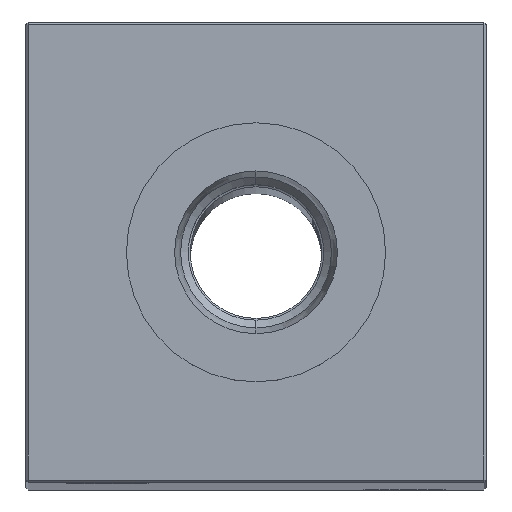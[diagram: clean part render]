
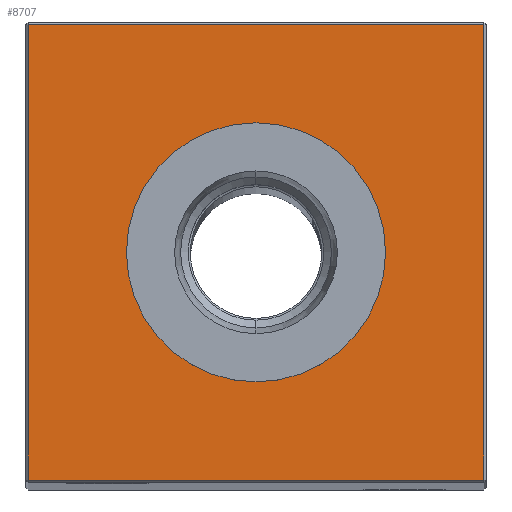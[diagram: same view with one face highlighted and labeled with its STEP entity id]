
A CAD part, top view. The second image highlights one B-rep face of the part: STEP entity #8707.
In plain terms, the highlighted planar face has unit normal (0, 0, 1).
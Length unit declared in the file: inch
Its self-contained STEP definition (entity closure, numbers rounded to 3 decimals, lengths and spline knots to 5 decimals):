
#1827 = DIRECTION ( 'NONE',  ( -1., 0., 0. ) ) ;
#2242 = FACE_OUTER_BOUND ( 'NONE', #19999, .T. ) ;
#2414 = VECTOR ( 'NONE', #10862, 39.37008 ) ;
#2809 = ORIENTED_EDGE ( 'NONE', *, *, #12086, .T. ) ;
#2870 = AXIS2_PLACEMENT_3D ( 'NONE', #16369, #14261, #22830 ) ;
#5780 = CARTESIAN_POINT ( 'NONE',  ( 0., -0.865, 16. ) ) ;
#6738 = CARTESIAN_POINT ( 'NONE',  ( 0., 0., 16. ) ) ;
#7343 = CARTESIAN_POINT ( 'NONE',  ( 0., -0.49213, 16. ) ) ;
#7607 = VERTEX_POINT ( 'NONE', #14137 ) ;
#7894 = FACE_BOUND ( 'NONE', #19962, .T. ) ;
#7916 = CIRCLE ( 'NONE', #23366, 0.49213 ) ;
#8208 = EDGE_CURVE ( 'NONE', #7607, #23128, #17377, .T. ) ;
#8707 = ADVANCED_FACE ( 'NONE', ( #2242, #7894 ), #24890, .F. ) ;
#8810 = DIRECTION ( 'NONE',  ( -1., 0., 0. ) ) ;
#10171 = CIRCLE ( 'NONE', #11927, 0.49213 ) ;
#10862 = DIRECTION ( 'NONE',  ( 0., 1., 0. ) ) ;
#10993 = VERTEX_POINT ( 'NONE', #7343 ) ;
#11077 = VERTEX_POINT ( 'NONE', #14950 ) ;
#11222 = ORIENTED_EDGE ( 'NONE', *, *, #8208, .T. ) ;
#11927 = AXIS2_PLACEMENT_3D ( 'NONE', #6738, #23609, #8810 ) ;
#12086 = EDGE_CURVE ( 'NONE', #10993, #11077, #7916, .T. ) ;
#12473 = CARTESIAN_POINT ( 'NONE',  ( 0., 0., 16. ) ) ;
#12862 = ORIENTED_EDGE ( 'NONE', *, *, #26950, .T. ) ;
#14034 = VERTEX_POINT ( 'NONE', #27189 ) ;
#14137 = CARTESIAN_POINT ( 'NONE',  ( 0.865, -0.865, 16. ) ) ;
#14221 = DIRECTION ( 'NONE',  ( 1., 0., 0. ) ) ;
#14261 = DIRECTION ( 'NONE',  ( 0., 0., -1. ) ) ;
#14321 = VERTEX_POINT ( 'NONE', #16123 ) ;
#14398 = CARTESIAN_POINT ( 'NONE',  ( 0., 0.865, 16. ) ) ;
#14950 = CARTESIAN_POINT ( 'NONE',  ( 0., 0.49213, 16. ) ) ;
#16060 = LINE ( 'NONE', #20066, #26946 ) ;
#16114 = ORIENTED_EDGE ( 'NONE', *, *, #21459, .T. ) ;
#16123 = CARTESIAN_POINT ( 'NONE',  ( -0.865, 0.865, 16. ) ) ;
#16369 = CARTESIAN_POINT ( 'NONE',  ( 0., 0., 16. ) ) ;
#17377 = LINE ( 'NONE', #25766, #2414 ) ;
#18106 = CARTESIAN_POINT ( 'NONE',  ( 0.865, 0.865, 16. ) ) ;
#18331 = ORIENTED_EDGE ( 'NONE', *, *, #21061, .T. ) ;
#18548 = DIRECTION ( 'NONE',  ( 0., -1., 0. ) ) ;
#19962 = EDGE_LOOP ( 'NONE', ( #27107, #2809 ) ) ;
#19999 = EDGE_LOOP ( 'NONE', ( #16114, #12862, #11222, #18331 ) ) ;
#20066 = CARTESIAN_POINT ( 'NONE',  ( -0.865, 0., 16. ) ) ;
#20517 = DIRECTION ( 'NONE',  ( 0., 0., -1. ) ) ;
#20679 = VECTOR ( 'NONE', #14221, 39.37008 ) ;
#21061 = EDGE_CURVE ( 'NONE', #23128, #14321, #22279, .T. ) ;
#21459 = EDGE_CURVE ( 'NONE', #14321, #14034, #16060, .T. ) ;
#21548 = EDGE_CURVE ( 'NONE', #11077, #10993, #10171, .T. ) ;
#22279 = LINE ( 'NONE', #14398, #26926 ) ;
#22830 = DIRECTION ( 'NONE',  ( -1., 0., 0. ) ) ;
#22976 = DIRECTION ( 'NONE',  ( -1., 0., 0. ) ) ;
#23128 = VERTEX_POINT ( 'NONE', #18106 ) ;
#23366 = AXIS2_PLACEMENT_3D ( 'NONE', #12473, #20517, #22976 ) ;
#23609 = DIRECTION ( 'NONE',  ( 0., 0., -1. ) ) ;
#24846 = LINE ( 'NONE', #5780, #20679 ) ;
#24890 = PLANE ( 'NONE',  #2870 ) ;
#25766 = CARTESIAN_POINT ( 'NONE',  ( 0.865, 0., 16. ) ) ;
#26926 = VECTOR ( 'NONE', #1827, 39.37008 ) ;
#26946 = VECTOR ( 'NONE', #18548, 39.37008 ) ;
#26950 = EDGE_CURVE ( 'NONE', #14034, #7607, #24846, .T. ) ;
#27107 = ORIENTED_EDGE ( 'NONE', *, *, #21548, .T. ) ;
#27189 = CARTESIAN_POINT ( 'NONE',  ( -0.865, -0.865, 16. ) ) ;
